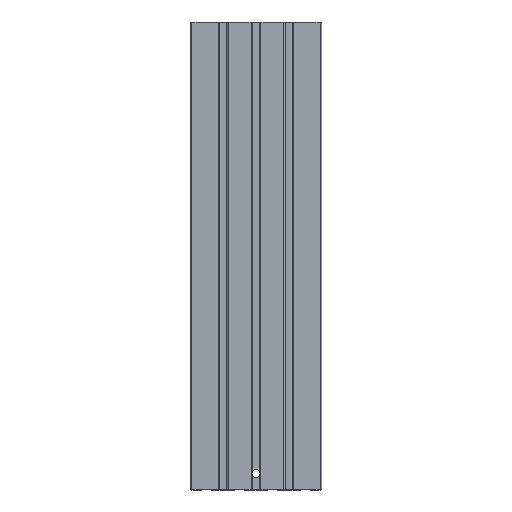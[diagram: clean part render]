
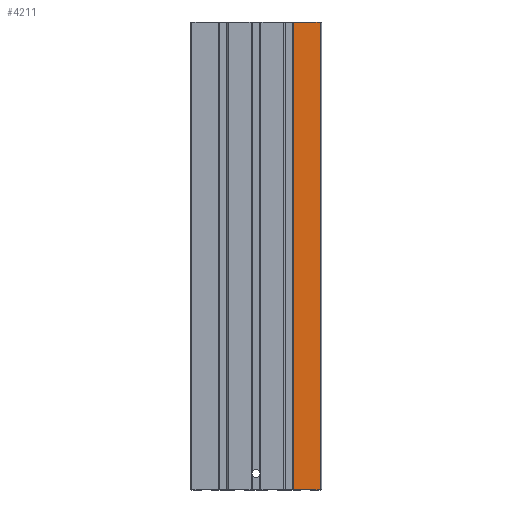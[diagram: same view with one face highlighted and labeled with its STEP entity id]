
A CAD part, top view. The second image highlights one B-rep face of the part: STEP entity #4211.
In plain terms, the highlighted planar face has unit normal (0, 0, 1).
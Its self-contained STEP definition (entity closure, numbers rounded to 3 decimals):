
#119 = CARTESIAN_POINT ( 'NONE',  ( 63., 285., 0. ) ) ;
#350 = PLANE ( 'NONE',  #3016 ) ;
#359 = ORIENTED_EDGE ( 'NONE', *, *, #3663, .T. ) ;
#365 = VECTOR ( 'NONE', #822, 1000. ) ;
#379 = DIRECTION ( 'NONE',  ( 0., 0., -1. ) ) ;
#571 = ORIENTED_EDGE ( 'NONE', *, *, #1705, .T. ) ;
#684 = DIRECTION ( 'NONE',  ( 1., 0., 0. ) ) ;
#735 = CARTESIAN_POINT ( 'NONE',  ( 79., 0., 0. ) ) ;
#793 = VECTOR ( 'NONE', #3382, 1000. ) ;
#820 = VERTEX_POINT ( 'NONE', #735 ) ;
#822 = DIRECTION ( 'NONE',  ( 0., 1., 0. ) ) ;
#845 = EDGE_LOOP ( 'NONE', ( #359, #571, #5301, #4358 ) ) ;
#1133 = DIRECTION ( 'NONE',  ( -1., 0., 0. ) ) ;
#1202 = VECTOR ( 'NONE', #1588, 1000. ) ;
#1587 = CARTESIAN_POINT ( 'NONE',  ( 63., 0., 0. ) ) ;
#1588 = DIRECTION ( 'NONE',  ( 1., 0., 0. ) ) ;
#1677 = CARTESIAN_POINT ( 'NONE',  ( 79., 285., 0. ) ) ;
#1705 = EDGE_CURVE ( 'NONE', #820, #1800, #2835, .T. ) ;
#1732 = CARTESIAN_POINT ( 'NONE',  ( 63., 285., 0. ) ) ;
#1800 = VERTEX_POINT ( 'NONE', #2986 ) ;
#1846 = EDGE_CURVE ( 'NONE', #2321, #2048, #3791, .T. ) ;
#2048 = VERTEX_POINT ( 'NONE', #1587 ) ;
#2321 = VERTEX_POINT ( 'NONE', #119 ) ;
#2829 = LINE ( 'NONE', #3674, #1202 ) ;
#2835 = LINE ( 'NONE', #1677, #365 ) ;
#2986 = CARTESIAN_POINT ( 'NONE',  ( 79., 285., 0. ) ) ;
#3016 = AXIS2_PLACEMENT_3D ( 'NONE', #5214, #379, #1133 ) ;
#3080 = LINE ( 'NONE', #4738, #5247 ) ;
#3251 = FACE_OUTER_BOUND ( 'NONE', #845, .T. ) ;
#3382 = DIRECTION ( 'NONE',  ( 0., -1., 0. ) ) ;
#3663 = EDGE_CURVE ( 'NONE', #2048, #820, #3080, .T. ) ;
#3674 = CARTESIAN_POINT ( 'NONE',  ( 0., 285., 0. ) ) ;
#3791 = LINE ( 'NONE', #1732, #793 ) ;
#4211 = ADVANCED_FACE ( 'NONE', ( #3251 ), #350, .F. ) ;
#4358 = ORIENTED_EDGE ( 'NONE', *, *, #1846, .T. ) ;
#4616 = EDGE_CURVE ( 'NONE', #2321, #1800, #2829, .T. ) ;
#4738 = CARTESIAN_POINT ( 'NONE',  ( 0., 0., 0. ) ) ;
#5214 = CARTESIAN_POINT ( 'NONE',  ( 0., 285., 0. ) ) ;
#5247 = VECTOR ( 'NONE', #684, 1000. ) ;
#5301 = ORIENTED_EDGE ( 'NONE', *, *, #4616, .F. ) ;
